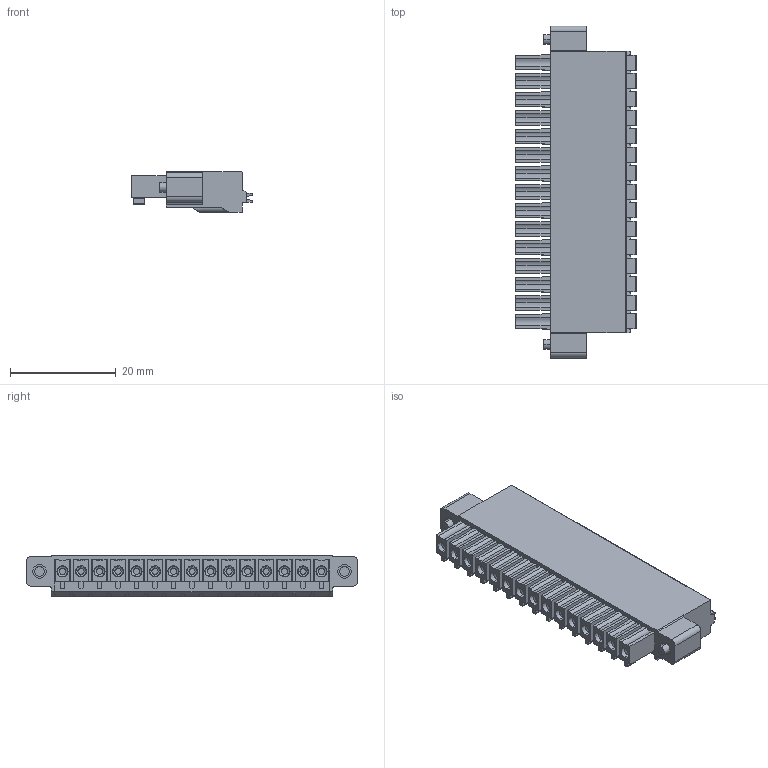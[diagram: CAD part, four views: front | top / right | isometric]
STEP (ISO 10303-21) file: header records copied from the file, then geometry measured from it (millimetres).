
FILE_DESCRIPTION((''),'2;1');
FILE_NAME('PRT0001','2024-09-24T',('sheji'),(''),'PRO/ENGINEER BY PARAMETRIC TECHNOLOGY CORPORATION, 2015240','PRO/ENGINEER BY PARAMETRIC TECHNOLOGY CORPORATION, 2015240','');
FILE_SCHEMA(('CONFIG_CONTROL_DESIGN'));
Length unit declared in the file: millimetre
Products named in the file (1): PRT0001
Bounding box: 22.8 x 62.8 x 7.75 mm (x, y, z)
Volume: 6818.6 mm3; surface area: 5185.6 mm2
Topology: 1 solids, 1 shells, 986 faces, 2571 edges, 1667 vertices
Faces by surface type: plane 528, cylinder 368, cone 90
Entity records: 30813 total; most frequent: CARTESIAN_POINT 6122, DIRECTION 5179, ORIENTED_EDGE 5142, EDGE_CURVE 2571, AXIS2_PLACEMENT_3D 1768, VERTEX_POINT 1667, VECTOR 1643, LINE 1643
